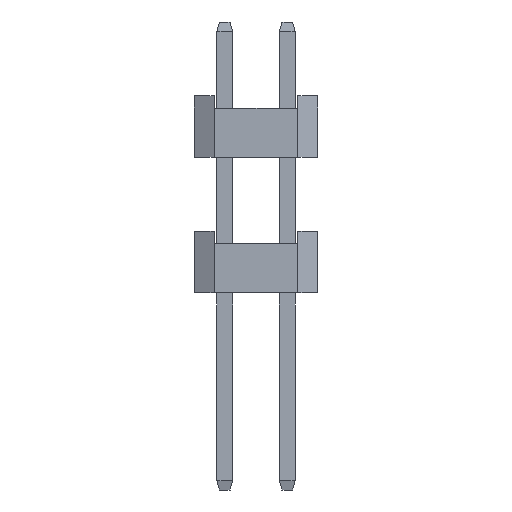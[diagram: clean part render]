
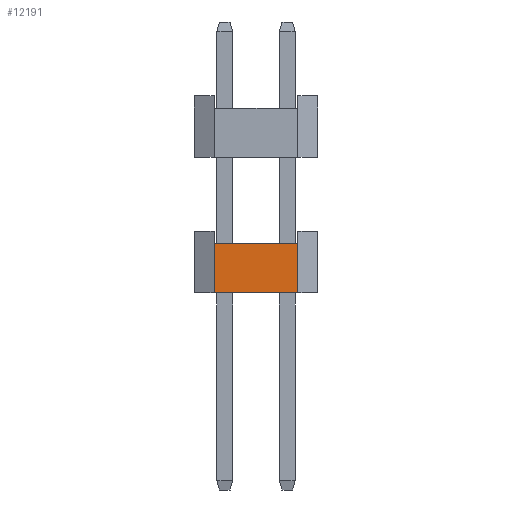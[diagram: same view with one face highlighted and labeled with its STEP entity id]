
A CAD part, left-side view. The second image highlights one B-rep face of the part: STEP entity #12191.
In plain terms, the highlighted planar face has unit normal (-1, 0, 0).
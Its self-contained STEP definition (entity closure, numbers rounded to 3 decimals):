
#444 = AXIS2_PLACEMENT_3D ( 'NONE', #4826, #13151, #14971 ) ;
#1452 = EDGE_LOOP ( 'NONE', ( #4468, #14566, #26909, #16936, #6206, #6154, #23684, #25224 ) ) ;
#1856 = VECTOR ( 'NONE', #16996, 1000. ) ;
#3278 = LINE ( 'NONE', #28516, #32553 ) ;
#3546 = CARTESIAN_POINT ( 'NONE',  ( -12.7, -1.7, 10. ) ) ;
#4468 = ORIENTED_EDGE ( 'NONE', *, *, #14686, .T. ) ;
#4727 = VECTOR ( 'NONE', #20939, 1000. ) ;
#4826 = CARTESIAN_POINT ( 'NONE',  ( -12.7, -2.5, 2.5 ) ) ;
#5892 = EDGE_CURVE ( 'NONE', #31386, #14167, #22165, .T. ) ;
#6154 = ORIENTED_EDGE ( 'NONE', *, *, #21281, .F. ) ;
#6195 = LINE ( 'NONE', #3546, #7329 ) ;
#6206 = ORIENTED_EDGE ( 'NONE', *, *, #5892, .T. ) ;
#6836 = CARTESIAN_POINT ( 'NONE',  ( -12.7, -1.675, 2.5 ) ) ;
#7115 = EDGE_CURVE ( 'NONE', #11571, #31386, #29205, .T. ) ;
#7329 = VECTOR ( 'NONE', #13856, 1000. ) ;
#7724 = DIRECTION ( 'NONE',  ( 0., -1., 0. ) ) ;
#8376 = VERTEX_POINT ( 'NONE', #13701 ) ;
#11077 = DIRECTION ( 'NONE',  ( 0., 0., 1. ) ) ;
#11405 = EDGE_CURVE ( 'NONE', #11571, #14645, #20856, .T. ) ;
#11426 = CARTESIAN_POINT ( 'NONE',  ( -12.7, 1.7, 10. ) ) ;
#11571 = VERTEX_POINT ( 'NONE', #26651 ) ;
#12191 = ADVANCED_FACE ( 'NONE', ( #30257 ), #20624, .F. ) ;
#13151 = DIRECTION ( 'NONE',  ( 1., 0., 0. ) ) ;
#13701 = CARTESIAN_POINT ( 'NONE',  ( -12.7, -1.675, 2.5 ) ) ;
#13856 = DIRECTION ( 'NONE',  ( 0., 0., -1. ) ) ;
#14167 = VERTEX_POINT ( 'NONE', #16725 ) ;
#14566 = ORIENTED_EDGE ( 'NONE', *, *, #30928, .T. ) ;
#14636 = LINE ( 'NONE', #22283, #16875 ) ;
#14645 = VERTEX_POINT ( 'NONE', #22922 ) ;
#14686 = EDGE_CURVE ( 'NONE', #24548, #27883, #20616, .T. ) ;
#14971 = DIRECTION ( 'NONE',  ( 0., 0., -1. ) ) ;
#16563 = CARTESIAN_POINT ( 'NONE',  ( -12.7, -2.5, 0. ) ) ;
#16725 = CARTESIAN_POINT ( 'NONE',  ( -12.7, -1.7, 0. ) ) ;
#16875 = VECTOR ( 'NONE', #32407, 1000. ) ;
#16936 = ORIENTED_EDGE ( 'NONE', *, *, #7115, .T. ) ;
#16996 = DIRECTION ( 'NONE',  ( 0., 0., -1. ) ) ;
#17200 = DIRECTION ( 'NONE',  ( 0., -1., 0. ) ) ;
#17265 = CARTESIAN_POINT ( 'NONE',  ( -12.7, -2.5, 2.5 ) ) ;
#17404 = VECTOR ( 'NONE', #7724, 1000. ) ;
#19694 = EDGE_CURVE ( 'NONE', #8376, #24548, #32087, .T. ) ;
#20616 = LINE ( 'NONE', #28249, #4727 ) ;
#20624 = PLANE ( 'NONE',  #444 ) ;
#20632 = VECTOR ( 'NONE', #17200, 1000. ) ;
#20856 = LINE ( 'NONE', #17265, #17404 ) ;
#20939 = DIRECTION ( 'NONE',  ( 0., 1., 0. ) ) ;
#21199 = VECTOR ( 'NONE', #24206, 1000. ) ;
#21281 = EDGE_CURVE ( 'NONE', #29325, #14167, #6195, .T. ) ;
#22165 = LINE ( 'NONE', #16563, #20632 ) ;
#22283 = CARTESIAN_POINT ( 'NONE',  ( -12.7, -2.5, 2.5 ) ) ;
#22922 = CARTESIAN_POINT ( 'NONE',  ( -12.7, 1.675, 2.5 ) ) ;
#23684 = ORIENTED_EDGE ( 'NONE', *, *, #24293, .F. ) ;
#24206 = DIRECTION ( 'NONE',  ( 0., 0., -1. ) ) ;
#24293 = EDGE_CURVE ( 'NONE', #8376, #29325, #14636, .T. ) ;
#24548 = VERTEX_POINT ( 'NONE', #32328 ) ;
#25224 = ORIENTED_EDGE ( 'NONE', *, *, #19694, .T. ) ;
#26437 = CARTESIAN_POINT ( 'NONE',  ( -12.7, 1.7, 0. ) ) ;
#26443 = CARTESIAN_POINT ( 'NONE',  ( -12.7, 1.675, 2. ) ) ;
#26651 = CARTESIAN_POINT ( 'NONE',  ( -12.7, 1.7, 2.5 ) ) ;
#26909 = ORIENTED_EDGE ( 'NONE', *, *, #11405, .F. ) ;
#27883 = VERTEX_POINT ( 'NONE', #26443 ) ;
#28249 = CARTESIAN_POINT ( 'NONE',  ( -12.7, -2.5, 2. ) ) ;
#28516 = CARTESIAN_POINT ( 'NONE',  ( -12.7, 1.675, 2.5 ) ) ;
#29205 = LINE ( 'NONE', #11426, #21199 ) ;
#29325 = VERTEX_POINT ( 'NONE', #31226 ) ;
#30257 = FACE_OUTER_BOUND ( 'NONE', #1452, .T. ) ;
#30928 = EDGE_CURVE ( 'NONE', #27883, #14645, #3278, .T. ) ;
#31226 = CARTESIAN_POINT ( 'NONE',  ( -12.7, -1.7, 2.5 ) ) ;
#31386 = VERTEX_POINT ( 'NONE', #26437 ) ;
#32087 = LINE ( 'NONE', #6836, #1856 ) ;
#32328 = CARTESIAN_POINT ( 'NONE',  ( -12.7, -1.675, 2. ) ) ;
#32407 = DIRECTION ( 'NONE',  ( 0., -1., 0. ) ) ;
#32553 = VECTOR ( 'NONE', #11077, 1000. ) ;
